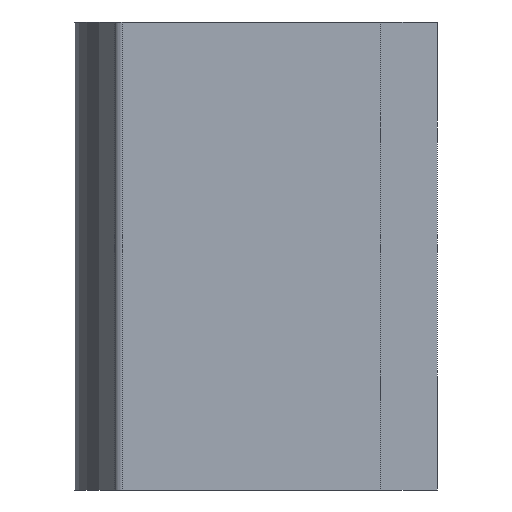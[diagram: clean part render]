
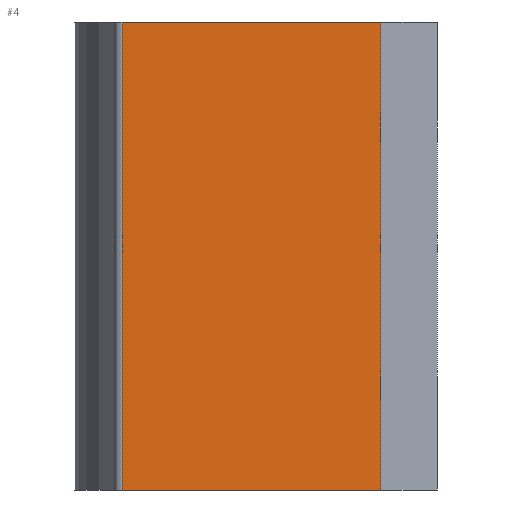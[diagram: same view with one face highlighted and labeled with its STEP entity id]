
A CAD part, left-side view. The second image highlights one B-rep face of the part: STEP entity #4.
In plain terms, the highlighted planar face has unit normal (-1, 0, 0).
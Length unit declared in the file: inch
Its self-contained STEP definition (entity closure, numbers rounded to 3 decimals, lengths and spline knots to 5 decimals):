
#4 = ADVANCED_FACE ( 'NONE', ( #7579 ), #4231, .F. ) ;
#56 = EDGE_CURVE ( 'NONE', #676, #8815, #6861, .T. ) ;
#654 = VECTOR ( 'NONE', #8558, 39.37008 ) ;
#676 = VERTEX_POINT ( 'NONE', #4092 ) ;
#717 = DIRECTION ( 'NONE',  ( 0., 0., 1. ) ) ;
#927 = CARTESIAN_POINT ( 'NONE',  ( -1.5, 0.94, 1.8125 ) ) ;
#1148 = CARTESIAN_POINT ( 'NONE',  ( -1.5, 0.94, -1.8125 ) ) ;
#1275 = ORIENTED_EDGE ( 'NONE', *, *, #3093, .T. ) ;
#1427 = CARTESIAN_POINT ( 'NONE',  ( -1.5, 0., -1.8125 ) ) ;
#1520 = DIRECTION ( 'NONE',  ( 1., 0., 0. ) ) ;
#2352 = EDGE_CURVE ( 'NONE', #676, #6276, #3371, .T. ) ;
#2478 = CARTESIAN_POINT ( 'NONE',  ( -1.5, 0., 1.8125 ) ) ;
#2608 = LINE ( 'NONE', #2478, #4276 ) ;
#2655 = CARTESIAN_POINT ( 'NONE',  ( -1.5, -1.063, 1.8125 ) ) ;
#3093 = EDGE_CURVE ( 'NONE', #8815, #7771, #2608, .T. ) ;
#3371 = LINE ( 'NONE', #5842, #654 ) ;
#3889 = EDGE_LOOP ( 'NONE', ( #1275, #5850, #6840, #5192 ) ) ;
#4092 = CARTESIAN_POINT ( 'NONE',  ( -1.5, -1.063, -1.8125 ) ) ;
#4231 = PLANE ( 'NONE',  #4496 ) ;
#4276 = VECTOR ( 'NONE', #5216, 39.37008 ) ;
#4496 = AXIS2_PLACEMENT_3D ( 'NONE', #1427, #1520, #6221 ) ;
#5009 = LINE ( 'NONE', #5343, #6456 ) ;
#5192 = ORIENTED_EDGE ( 'NONE', *, *, #56, .T. ) ;
#5216 = DIRECTION ( 'NONE',  ( 0., 1., 0. ) ) ;
#5343 = CARTESIAN_POINT ( 'NONE',  ( -1.5, 0.94, -1.8125 ) ) ;
#5842 = CARTESIAN_POINT ( 'NONE',  ( -1.5, 0., -1.8125 ) ) ;
#5850 = ORIENTED_EDGE ( 'NONE', *, *, #6480, .T. ) ;
#5851 = DIRECTION ( 'NONE',  ( 0., 0., -1. ) ) ;
#6221 = DIRECTION ( 'NONE',  ( 0., 0., -1. ) ) ;
#6270 = CARTESIAN_POINT ( 'NONE',  ( -1.5, -1.063, -2.48988 ) ) ;
#6276 = VERTEX_POINT ( 'NONE', #1148 ) ;
#6347 = VECTOR ( 'NONE', #717, 39.37008 ) ;
#6456 = VECTOR ( 'NONE', #5851, 39.37008 ) ;
#6480 = EDGE_CURVE ( 'NONE', #7771, #6276, #5009, .T. ) ;
#6840 = ORIENTED_EDGE ( 'NONE', *, *, #2352, .F. ) ;
#6861 = LINE ( 'NONE', #6270, #6347 ) ;
#7579 = FACE_OUTER_BOUND ( 'NONE', #3889, .T. ) ;
#7771 = VERTEX_POINT ( 'NONE', #927 ) ;
#8558 = DIRECTION ( 'NONE',  ( 0., 1., 0. ) ) ;
#8815 = VERTEX_POINT ( 'NONE', #2655 ) ;
